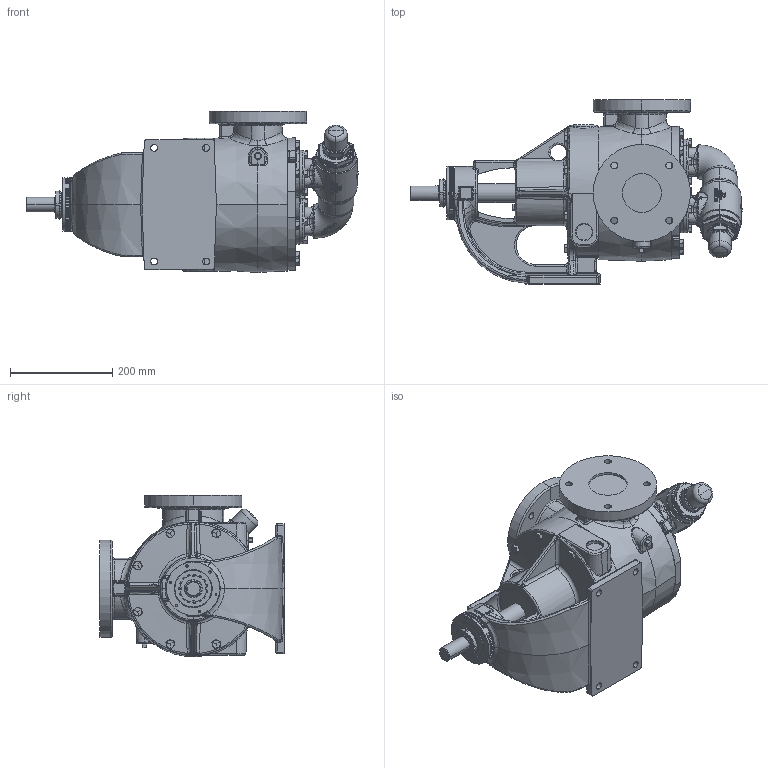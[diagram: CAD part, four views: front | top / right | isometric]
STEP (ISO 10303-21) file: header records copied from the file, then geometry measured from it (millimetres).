
FILE_DESCRIPTION (( 'STEP AP214' ), '1' );
FILE_NAME ('LL724.STEP', '2016-09-09T13:10:42', ( '' ), ( '' ), 'SwSTEP 2.0', 'SolidWorks 2015', '' );
FILE_SCHEMA (( 'AUTOMOTIVE_DESIGN' ));
Length unit declared in the file: inch
Products named in the file (2): LL724
Bounding box: 649.94 x 360.43 x 315.53 mm (x, y, z)
Volume: 18565521.8 mm3; surface area: 847453 mm2
Topology: 1 solids, 1 shells, 3265 faces, 8237 edges, 4994 vertices
Faces by surface type: plane 1021, bspline 953, cylinder 663, cone 390, torus 172, sphere 66
Entity records: 186440 total; most frequent: CARTESIAN_POINT 88810, ORIENTED_EDGE 16254, DIRECTION 12220, EDGE_CURVE 8127, VERTEX_POINT 4990, AXIS2_PLACEMENT_3D 4873, EDGE_LOOP 3453, FACE_OUTER_BOUND 3265
